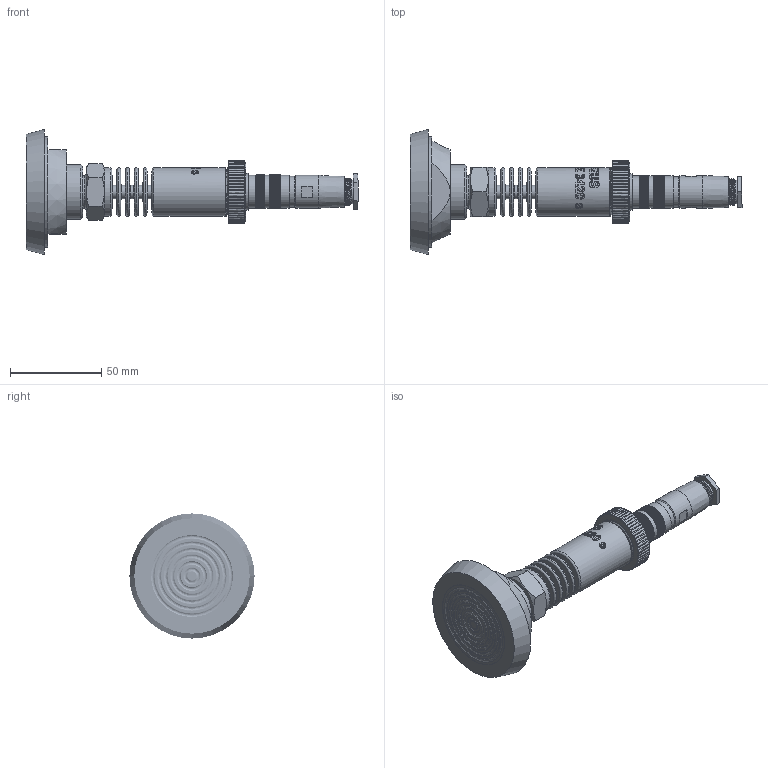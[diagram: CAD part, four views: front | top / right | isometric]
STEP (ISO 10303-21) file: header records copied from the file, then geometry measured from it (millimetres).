
FILE_DESCRIPTION(/* description */ (''),/* implementation_level */ '2;1');
FILE_NAME(/* name */ 'APZ3420s_TapperDN50_radiator_7.step',/* time_stamp */ '2021-07-08T13:58:30+03:00',/* author */ (''),/* organization */ (''),/* preprocessor_version */ 'ST-DEVELOPER v18.1',/* originating_system */ 'Autodesk Translation Framework v10.9.0.1377',/* authorisation */ '');
FILE_SCHEMA (('AUTOMOTIVE_DESIGN { 1 0 10303 214 3 1 1 }'));
Products named in the file (8): АПЗ 3420S заполненная; OMAL nut M27x1.5; Binder 723 assembly; Binder 723 female; Binder 723 male; Ш100.000.005; G1\2EN radiator; Tapper socket DN50 diaphragm 48 v2
Assembly tree (7 placements, depth 3):
  АПЗ 3420S заполненная
    OMAL nut M27x1.5
    Binder 723 assembly
      Binder 723 female
      Binder 723 male
    Ш100.000.005
    G1\2EN radiator
    Tapper socket DN50 diaphragm 48 v2
Bounding box: 181.75 x 68.5 x 68.5 mm (x, y, z)
Volume: 122181.7 mm3; surface area: 42737.7 mm2
Topology: 9 solids, 9 shells, 3642 faces, 9210 edges, 6027 vertices
Faces by surface type: plane 2181, cylinder 646, bspline 470, cone 307, torus 38
Full cylindrical faces by diameter (mm): 1 x15, 1.5 x5, 2 x1, 3 x1, 3.3 x1, 5 x1, 6 x3, 7 x1, 7.5 x5, 10 x1, 11.8 x1, 12 x1, 13 x1, 13.5 x1, 13.741 x3, 14.884 x2, 15.044 x5, 15.2 x1, 15.908 x4, 16.7 x1, 16.8 x1, 17.044 x7, 17.283 x6, 17.5 x1, 17.6 x1, 17.908 x7, 18 x5, 18.124 x7, 18.161 x2, 18.631 x6
Entity records: 142650 total; most frequent: CARTESIAN_POINT 55800, ORIENTED_EDGE 18420, DIRECTION 18417, EDGE_CURVE 9210, AXIS2_PLACEMENT_3D 7946, VERTEX_POINT 6027, EDGE_LOOP 4091, ELLIPSE 3870
